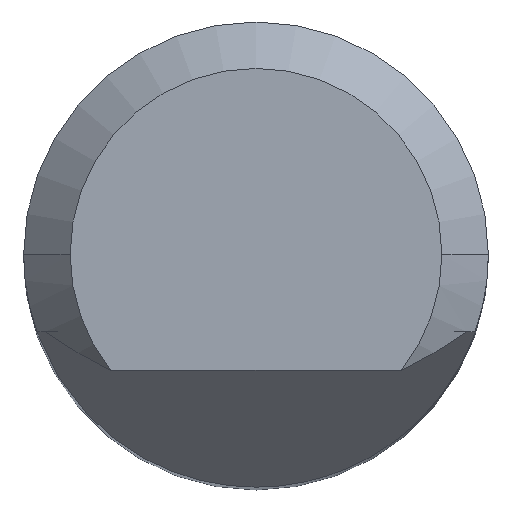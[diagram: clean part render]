
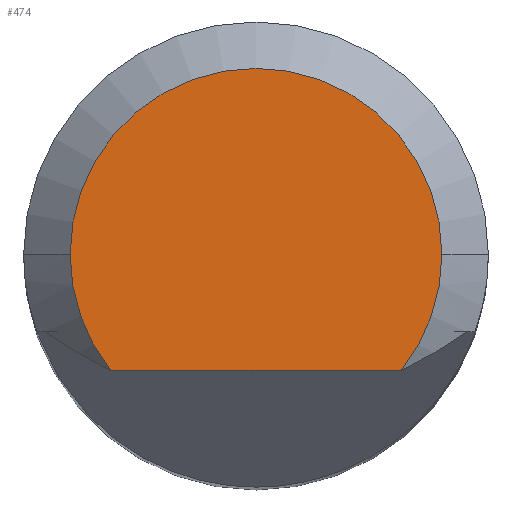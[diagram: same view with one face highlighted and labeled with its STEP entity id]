
A CAD part, top view. The second image highlights one B-rep face of the part: STEP entity #474.
In plain terms, the highlighted planar face has unit normal (0, 0, 1).
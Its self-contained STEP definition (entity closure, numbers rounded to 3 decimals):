
#11 = DIRECTION ( 'NONE',  ( 1., 0., 0. ) ) ;
#17 = CARTESIAN_POINT ( 'NONE',  ( 0., 0., 38. ) ) ;
#21 = DIRECTION ( 'NONE',  ( 0., 0., 1. ) ) ;
#32 = DIRECTION ( 'NONE',  ( 1., 0., 0. ) ) ;
#44 = DIRECTION ( 'NONE',  ( 0., 0., 1. ) ) ;
#60 = DIRECTION ( 'NONE',  ( 1., 0., 0. ) ) ;
#88 = VECTOR ( 'NONE', #353, 1000. ) ;
#90 = EDGE_LOOP ( 'NONE', ( #192, #225, #467, #365 ) ) ;
#91 = AXIS2_PLACEMENT_3D ( 'NONE', #17, #314, #60 ) ;
#111 = EDGE_CURVE ( 'NONE', #215, #118, #455, .T. ) ;
#118 = VERTEX_POINT ( 'NONE', #175 ) ;
#168 = CARTESIAN_POINT ( 'NONE',  ( 0., -1.5, 38. ) ) ;
#175 = CARTESIAN_POINT ( 'NONE',  ( -2.4, 0., 38. ) ) ;
#187 = CARTESIAN_POINT ( 'NONE',  ( 0., 0., 38. ) ) ;
#192 = ORIENTED_EDGE ( 'NONE', *, *, #248, .F. ) ;
#193 = FACE_OUTER_BOUND ( 'NONE', #90, .T. ) ;
#215 = VERTEX_POINT ( 'NONE', #308 ) ;
#223 = DIRECTION ( 'NONE',  ( 1., 0., 0. ) ) ;
#225 = ORIENTED_EDGE ( 'NONE', *, *, #403, .T. ) ;
#248 = EDGE_CURVE ( 'NONE', #266, #456, #587, .T. ) ;
#266 = VERTEX_POINT ( 'NONE', #490 ) ;
#268 = DIRECTION ( 'NONE',  ( 0., 0., 1. ) ) ;
#272 = AXIS2_PLACEMENT_3D ( 'NONE', #452, #44, #223 ) ;
#277 = PLANE ( 'NONE',  #91 ) ;
#308 = CARTESIAN_POINT ( 'NONE',  ( 2.4, 0., 38. ) ) ;
#311 = EDGE_CURVE ( 'NONE', #118, #456, #555, .T. ) ;
#314 = DIRECTION ( 'NONE',  ( 0., 0., 1. ) ) ;
#331 = CARTESIAN_POINT ( 'NONE',  ( -1.873, -1.5, 38. ) ) ;
#353 = DIRECTION ( 'NONE',  ( -1., 0., 0. ) ) ;
#365 = ORIENTED_EDGE ( 'NONE', *, *, #311, .T. ) ;
#403 = EDGE_CURVE ( 'NONE', #266, #215, #508, .T. ) ;
#419 = AXIS2_PLACEMENT_3D ( 'NONE', #187, #268, #11 ) ;
#432 = CARTESIAN_POINT ( 'NONE',  ( 0., 0., 38. ) ) ;
#452 = CARTESIAN_POINT ( 'NONE',  ( 0., 0., 38. ) ) ;
#455 = CIRCLE ( 'NONE', #560, 2.4 ) ;
#456 = VERTEX_POINT ( 'NONE', #331 ) ;
#467 = ORIENTED_EDGE ( 'NONE', *, *, #111, .T. ) ;
#474 = ADVANCED_FACE ( 'NONE', ( #193 ), #277, .T. ) ;
#490 = CARTESIAN_POINT ( 'NONE',  ( 1.873, -1.5, 38. ) ) ;
#508 = CIRCLE ( 'NONE', #272, 2.4 ) ;
#555 = CIRCLE ( 'NONE', #419, 2.4 ) ;
#560 = AXIS2_PLACEMENT_3D ( 'NONE', #432, #21, #32 ) ;
#587 = LINE ( 'NONE', #168, #88 ) ;
